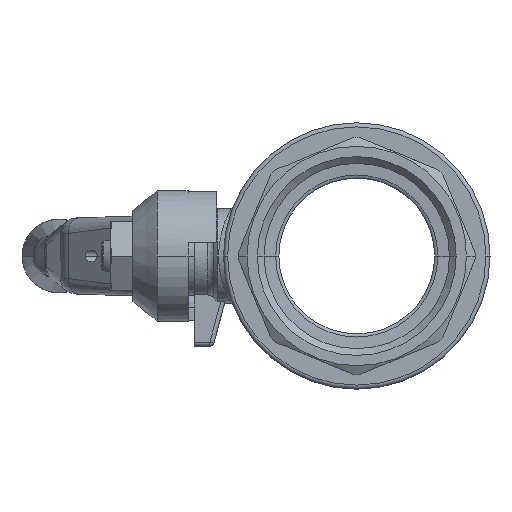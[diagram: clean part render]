
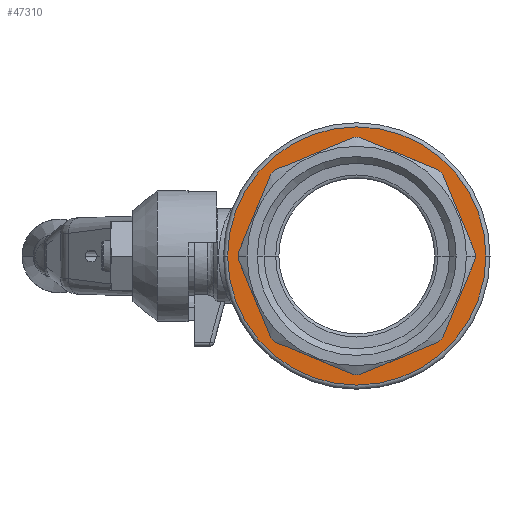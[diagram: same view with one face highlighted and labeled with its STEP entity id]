
A CAD part, left-side view. The second image highlights one B-rep face of the part: STEP entity #47310.
In plain terms, the highlighted face is planar.
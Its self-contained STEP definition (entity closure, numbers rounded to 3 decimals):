
#26820=CARTESIAN_POINT('',(28.25,-28.931,
0.708));
#26830=VERTEX_POINT('',#26820);
#26880=CARTESIAN_POINT('',(28.25,-29.225,0.));
#26890=DIRECTION('',(0.,0.383,
0.924));
#26900=VECTOR('',#26890,1.);
#26910=LINE('',#26880,#26900);
#26920=CARTESIAN_POINT('',(28.25,-20.958,
19.957));
#26930=VERTEX_POINT('',#26920);
#26940=EDGE_CURVE('',#26830,#26930,#26910,.T.);
#28130=CARTESIAN_POINT('',(28.25,19.957,
-20.958));
#28140=VERTEX_POINT('',#28130);
#28190=CARTESIAN_POINT('',(28.25,0.,
-29.225));
#28200=DIRECTION('',(0.,-0.924,
-0.383));
#28210=VECTOR('',#28200,1.);
#28220=LINE('',#28190,#28210);
#28230=CARTESIAN_POINT('',(28.25,0.708,
-28.931));
#28240=VERTEX_POINT('',#28230);
#28250=EDGE_CURVE('',#28140,#28240,#28220,.T.);
#38640=CARTESIAN_POINT('',(28.25,-0.708,
-28.931));
#38650=VERTEX_POINT('',#38640);
#38700=CARTESIAN_POINT('',(28.25,0.,
-29.225));
#38710=DIRECTION('',(0.,-0.924,
0.383));
#38720=VECTOR('',#38710,1.);
#38730=LINE('',#38700,#38720);
#38740=CARTESIAN_POINT('',(28.25,-19.957,
-20.958));
#38750=VERTEX_POINT('',#38740);
#38760=EDGE_CURVE('',#38650,#38750,#38730,.T.);
#46350=CARTESIAN_POINT('',(28.25,0.,
0.));
#46360=DIRECTION('',(1.,0.,0.));
#46370=DIRECTION('',(0.,1.,0.));
#46380=AXIS2_PLACEMENT_3D('',#46350,#46360,#46370);
#46390=PLANE('',#46380);
#46400=CARTESIAN_POINT('',(28.25,0.,0.));
#46410=DIRECTION('',(1.,0.,0.));
#46420=DIRECTION('',(0.,1.,0.));
#46430=AXIS2_PLACEMENT_3D('',#46400,#46410,#46420);
#46440=CIRCLE('',#46430,31.5);
#46450=CARTESIAN_POINT('',(28.25,31.5,0.));
#46460=VERTEX_POINT('',#46450);
#46470=CARTESIAN_POINT('',(28.25,-31.5,0.));
#46480=VERTEX_POINT('',#46470);
#46490=EDGE_CURVE('',#46460,#46480,#46440,.T.);
#46500=ORIENTED_EDGE('',*,*,#46490,.T.);
#46510=EDGE_CURVE('',#46480,#46460,#46440,.T.);
#46520=ORIENTED_EDGE('',*,*,#46510,.T.);
#46530=EDGE_LOOP('',(#46520,#46500));
#46540=FACE_OUTER_BOUND('',#46530,.T.);
#46550=CARTESIAN_POINT('',(28.25,0.,0.));
#46560=DIRECTION('',(1.,0.,0.));
#46570=DIRECTION('',(0.,1.,0.));
#46580=AXIS2_PLACEMENT_3D('',#46550,#46560,#46570);
#46590=CIRCLE('',#46580,28.94);
#46600=CARTESIAN_POINT('',(28.25,-19.957,
20.958));
#46610=VERTEX_POINT('',#46600);
#46620=EDGE_CURVE('',#46610,#26930,#46590,.T.);
#46630=ORIENTED_EDGE('',*,*,#46620,.F.);
#46640=ORIENTED_EDGE('',*,*,#26940,.T.);
#46650=CARTESIAN_POINT('',(28.25,-28.931,
-0.708));
#46660=VERTEX_POINT('',#46650);
#46670=EDGE_CURVE('',#26830,#46660,#46590,.T.);
#46680=ORIENTED_EDGE('',*,*,#46670,.F.);
#46690=CARTESIAN_POINT('',(28.25,-29.225,0.));
#46700=DIRECTION('',(0.,-0.383,
0.924));
#46710=VECTOR('',#46700,1.);
#46720=LINE('',#46690,#46710);
#46730=CARTESIAN_POINT('',(28.25,-20.958,
-19.957));
#46740=VERTEX_POINT('',#46730);
#46750=EDGE_CURVE('',#46740,#46660,#46720,.T.);
#46760=ORIENTED_EDGE('',*,*,#46750,.T.);
#46770=EDGE_CURVE('',#46740,#38750,#46590,.T.);
#46780=ORIENTED_EDGE('',*,*,#46770,.F.);
#46790=ORIENTED_EDGE('',*,*,#38760,.T.);
#46800=EDGE_CURVE('',#38650,#28240,#46590,.T.);
#46810=ORIENTED_EDGE('',*,*,#46800,.F.);
#46820=ORIENTED_EDGE('',*,*,#28250,.T.);
#46830=CARTESIAN_POINT('',(28.25,20.958,
-19.957));
#46840=VERTEX_POINT('',#46830);
#46850=EDGE_CURVE('',#28140,#46840,#46590,.T.);
#46860=ORIENTED_EDGE('',*,*,#46850,.F.);
#46870=CARTESIAN_POINT('',(28.25,29.225,0.));
#46880=DIRECTION('',(0.,-0.383,
-0.924));
#46890=VECTOR('',#46880,1.);
#46900=LINE('',#46870,#46890);
#46910=CARTESIAN_POINT('',(28.25,28.931,
-0.708));
#46920=VERTEX_POINT('',#46910);
#46930=EDGE_CURVE('',#46920,#46840,#46900,.T.);
#46940=ORIENTED_EDGE('',*,*,#46930,.T.);
#46950=CARTESIAN_POINT('',(28.25,28.931,
0.708));
#46960=VERTEX_POINT('',#46950);
#46970=EDGE_CURVE('',#46920,#46960,#46590,.T.);
#46980=ORIENTED_EDGE('',*,*,#46970,.F.);
#46990=CARTESIAN_POINT('',(28.25,29.225,0.));
#47000=DIRECTION('',(0.,0.383,
-0.924));
#47010=VECTOR('',#47000,1.);
#47020=LINE('',#46990,#47010);
#47030=CARTESIAN_POINT('',(28.25,20.958,
19.957));
#47040=VERTEX_POINT('',#47030);
#47050=EDGE_CURVE('',#47040,#46960,#47020,.T.);
#47060=ORIENTED_EDGE('',*,*,#47050,.T.);
#47070=CARTESIAN_POINT('',(28.25,19.957,
20.958));
#47080=VERTEX_POINT('',#47070);
#47090=EDGE_CURVE('',#47040,#47080,#46590,.T.);
#47100=ORIENTED_EDGE('',*,*,#47090,.F.);
#47110=CARTESIAN_POINT('',(28.25,0.,
29.225));
#47120=DIRECTION('',(0.,0.924,
-0.383));
#47130=VECTOR('',#47120,1.);
#47140=LINE('',#47110,#47130);
#47150=CARTESIAN_POINT('',(28.25,0.708,
28.931));
#47160=VERTEX_POINT('',#47150);
#47170=EDGE_CURVE('',#47160,#47080,#47140,.T.);
#47180=ORIENTED_EDGE('',*,*,#47170,.T.);
#47190=CARTESIAN_POINT('',(28.25,-0.708,
28.931));
#47200=VERTEX_POINT('',#47190);
#47210=EDGE_CURVE('',#47160,#47200,#46590,.T.);
#47220=ORIENTED_EDGE('',*,*,#47210,.F.);
#47230=CARTESIAN_POINT('',(28.25,0.,
29.225));
#47240=DIRECTION('',(0.,0.924,
0.383));
#47250=VECTOR('',#47240,1.);
#47260=LINE('',#47230,#47250);
#47270=EDGE_CURVE('',#46610,#47200,#47260,.T.);
#47280=ORIENTED_EDGE('',*,*,#47270,.T.);
#47290=EDGE_LOOP('',(#47280,#47220,#47180,#47100,#47060,#46980,#46940,
#46860,#46820,#46810,#46790,#46780,#46760,#46680,#46640,#46630));
#47300=FACE_BOUND('',#47290,.T.);
#47310=ADVANCED_FACE('',(#46540,#47300),#46390,.T.);
